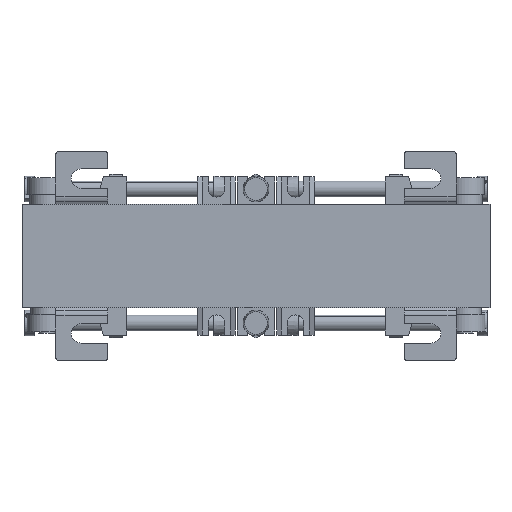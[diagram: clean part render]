
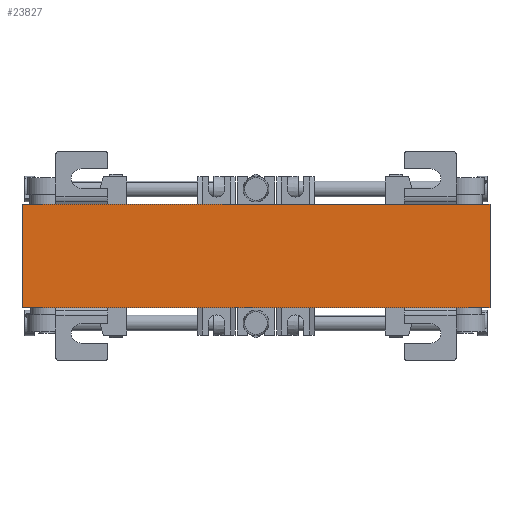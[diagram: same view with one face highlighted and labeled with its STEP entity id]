
A CAD part, front view. The second image highlights one B-rep face of the part: STEP entity #23827.
In plain terms, the highlighted planar face has unit normal (0, -1, 0).
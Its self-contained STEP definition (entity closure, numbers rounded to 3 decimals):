
#254 = CARTESIAN_POINT ( 'NONE',  ( 72.5, 0., -16. ) ) ;
#383 = VECTOR ( 'NONE', #24310, 1000. ) ;
#2778 = LINE ( 'NONE', #11273, #7999 ) ;
#4025 = PLANE ( 'NONE',  #18816 ) ;
#4334 = DIRECTION ( 'NONE',  ( -1., 0., 0. ) ) ;
#6214 = ORIENTED_EDGE ( 'NONE', *, *, #20263, .F. ) ;
#6575 = DIRECTION ( 'NONE',  ( 0., 1., 0. ) ) ;
#7999 = VECTOR ( 'NONE', #29179, 1000. ) ;
#9083 = VERTEX_POINT ( 'NONE', #29367 ) ;
#9607 = VECTOR ( 'NONE', #4334, 1000. ) ;
#10040 = LINE ( 'NONE', #32002, #10855 ) ;
#10855 = VECTOR ( 'NONE', #17063, 1000. ) ;
#11119 = VERTEX_POINT ( 'NONE', #15107 ) ;
#11273 = CARTESIAN_POINT ( 'NONE',  ( 72.5, 0., 16. ) ) ;
#12367 = VERTEX_POINT ( 'NONE', #254 ) ;
#13942 = CARTESIAN_POINT ( 'NONE',  ( -72.5, 0., 16. ) ) ;
#14590 = CARTESIAN_POINT ( 'NONE',  ( 72.5, 0., -16. ) ) ;
#14917 = LINE ( 'NONE', #13942, #383 ) ;
#14928 = CARTESIAN_POINT ( 'NONE',  ( 72.5, 0., 16. ) ) ;
#15107 = CARTESIAN_POINT ( 'NONE',  ( -72.5, 0., -16. ) ) ;
#16576 = LINE ( 'NONE', #14590, #9607 ) ;
#17063 = DIRECTION ( 'NONE',  ( -1., 0., 0. ) ) ;
#18422 = ORIENTED_EDGE ( 'NONE', *, *, #21116, .T. ) ;
#18816 = AXIS2_PLACEMENT_3D ( 'NONE', #31869, #6575, #24729 ) ;
#19746 = EDGE_CURVE ( 'NONE', #32832, #9083, #10040, .T. ) ;
#20263 = EDGE_CURVE ( 'NONE', #12367, #11119, #16576, .T. ) ;
#21110 = EDGE_CURVE ( 'NONE', #32832, #12367, #2778, .T. ) ;
#21116 = EDGE_CURVE ( 'NONE', #9083, #11119, #14917, .T. ) ;
#23708 = EDGE_LOOP ( 'NONE', ( #18422, #6214, #30535, #32779 ) ) ;
#23827 = ADVANCED_FACE ( 'NONE', ( #29827 ), #4025, .F. ) ;
#24310 = DIRECTION ( 'NONE',  ( 0., 0., -1. ) ) ;
#24729 = DIRECTION ( 'NONE',  ( 0., 0., 1. ) ) ;
#29179 = DIRECTION ( 'NONE',  ( 0., 0., -1. ) ) ;
#29367 = CARTESIAN_POINT ( 'NONE',  ( -72.5, 0., 16. ) ) ;
#29827 = FACE_OUTER_BOUND ( 'NONE', #23708, .T. ) ;
#30535 = ORIENTED_EDGE ( 'NONE', *, *, #21110, .F. ) ;
#31869 = CARTESIAN_POINT ( 'NONE',  ( 72.5, 0., 16. ) ) ;
#32002 = CARTESIAN_POINT ( 'NONE',  ( 72.5, 0., 16. ) ) ;
#32779 = ORIENTED_EDGE ( 'NONE', *, *, #19746, .T. ) ;
#32832 = VERTEX_POINT ( 'NONE', #14928 ) ;
